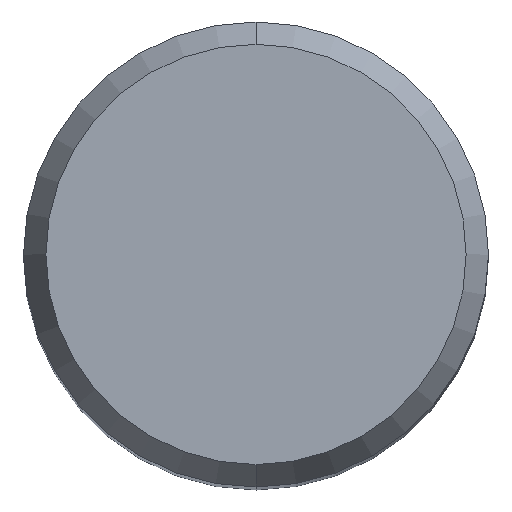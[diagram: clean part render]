
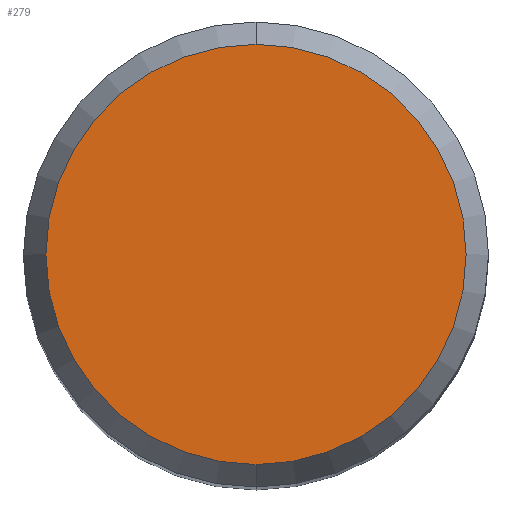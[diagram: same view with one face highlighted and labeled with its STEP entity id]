
A CAD part, top view. The second image highlights one B-rep face of the part: STEP entity #279.
In plain terms, the highlighted planar face has unit normal (0, 0, 1).
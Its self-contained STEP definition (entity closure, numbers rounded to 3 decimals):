
#279=ADVANCED_FACE('',(#580),#581,.T.);
#365=VERTEX_POINT('',#675);
#367=EDGE_CURVE('',#397,#365,#677,.T.);
#397=VERTEX_POINT('',#711);
#425=EDGE_CURVE('',#365,#397,#743,.T.);
#580=FACE_OUTER_BOUND('',#1051,.T.);
#581=PLANE('',#1052);
#675=CARTESIAN_POINT('',(0.,-5.423,0.));
#677=CIRCLE('',#1280,5.423);
#711=CARTESIAN_POINT('',(0.0,5.423,0.));
#743=CIRCLE('',#1421,5.423);
#1051=EDGE_LOOP('',(#1572,#1573));
#1052=AXIS2_PLACEMENT_3D('',#1574,#1575,#1576);
#1280=AXIS2_PLACEMENT_3D('',#1676,#1677,#1678);
#1421=AXIS2_PLACEMENT_3D('',#1762,#1763,#1764);
#1572=ORIENTED_EDGE('',*,*,#367,.F.);
#1573=ORIENTED_EDGE('',*,*,#425,.F.);
#1574=CARTESIAN_POINT('',(0.0,2.711,0.));
#1575=DIRECTION('',(-0.0,0.0,1.0));
#1576=DIRECTION('',(0.0,-1.0,0.0));
#1676=CARTESIAN_POINT('',(0.0,0.0,0.));
#1677=DIRECTION('',(0.0,0.0,-1.0));
#1678=DIRECTION('',(0.0,1.0,0.0));
#1762=CARTESIAN_POINT('',(0.0,0.0,0.));
#1763=DIRECTION('',(0.0,0.0,-1.0));
#1764=DIRECTION('',(0.0,1.0,0.0));
